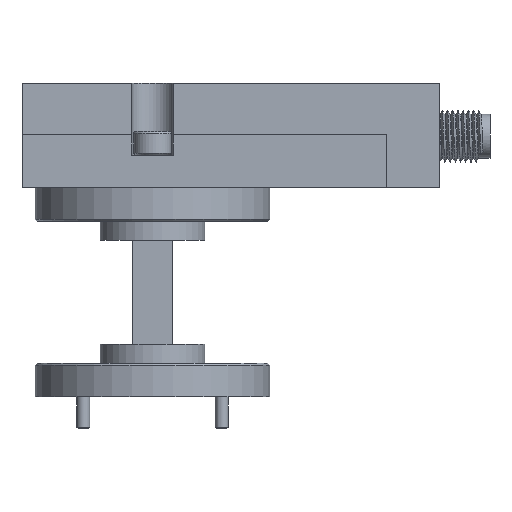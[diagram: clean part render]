
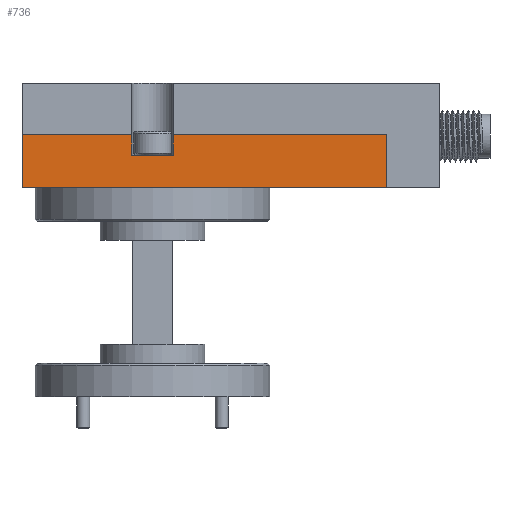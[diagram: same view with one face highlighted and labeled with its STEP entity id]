
A CAD part, left-side view. The second image highlights one B-rep face of the part: STEP entity #736.
In plain terms, the highlighted planar face has unit normal (-1, 0, 0).
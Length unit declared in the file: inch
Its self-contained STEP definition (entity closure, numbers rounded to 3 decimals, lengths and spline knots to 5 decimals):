
#50 = EDGE_CURVE ( 'NONE', #18408, #11682, #22447, .T. ) ;
#379 = CARTESIAN_POINT ( 'NONE',  ( -1.33625, 0.73087, -0.0432 ) ) ;
#519 = EDGE_CURVE ( 'NONE', #26016, #21288, #7700, .T. ) ;
#736 = ADVANCED_FACE ( 'NONE', ( #24482 ), #9800, .F. ) ;
#1242 = CARTESIAN_POINT ( 'NONE',  ( -1.33625, -0.28963, -0.19824 ) ) ;
#1632 = CARTESIAN_POINT ( 'NONE',  ( -1.33625, -0.34413, -0.1982 ) ) ;
#2560 = CARTESIAN_POINT ( 'NONE',  ( -1.33625, -0.34413, -0.1982 ) ) ;
#3387 = ORIENTED_EDGE ( 'NONE', *, *, #7850, .T. ) ;
#3562 = DIRECTION ( 'NONE',  ( 0., 1., 0. ) ) ;
#3676 = ORIENTED_EDGE ( 'NONE', *, *, #25306, .T. ) ;
#3851 = ORIENTED_EDGE ( 'NONE', *, *, #25966, .F. ) ;
#4139 = EDGE_LOOP ( 'NONE', ( #16437, #3676, #20637, #13865, #15165, #9895, #3387, #3851 ) ) ;
#4318 = DIRECTION ( 'NONE',  ( 0., 0., -1. ) ) ;
#4676 = LINE ( 'NONE', #379, #5913 ) ;
#4779 = AXIS2_PLACEMENT_3D ( 'NONE', #2560, #12529, #4318 ) ;
#5167 = VECTOR ( 'NONE', #18058, 39.37008 ) ;
#5505 = CARTESIAN_POINT ( 'NONE',  ( -1.33625, 0.93087, -0.0432 ) ) ;
#5913 = VECTOR ( 'NONE', #16716, 39.37008 ) ;
#7067 = VECTOR ( 'NONE', #3562, 39.37008 ) ;
#7369 = CARTESIAN_POINT ( 'NONE',  ( -1.33625, 0.93087, 0.0568 ) ) ;
#7700 = LINE ( 'NONE', #18563, #7067 ) ;
#7850 = EDGE_CURVE ( 'NONE', #19788, #16491, #10393, .T. ) ;
#9765 = LINE ( 'NONE', #5505, #11444 ) ;
#9800 = PLANE ( 'NONE',  #4779 ) ;
#9895 = ORIENTED_EDGE ( 'NONE', *, *, #25569, .T. ) ;
#10064 = VERTEX_POINT ( 'NONE', #20568 ) ;
#10393 = LINE ( 'NONE', #21242, #22721 ) ;
#11321 = LINE ( 'NONE', #1242, #23261 ) ;
#11444 = VECTOR ( 'NONE', #24584, 39.37008 ) ;
#11682 = VERTEX_POINT ( 'NONE', #25068 ) ;
#12421 = VECTOR ( 'NONE', #16068, 39.37008 ) ;
#12529 = DIRECTION ( 'NONE',  ( 1., 0., 0. ) ) ;
#13865 = ORIENTED_EDGE ( 'NONE', *, *, #14539, .F. ) ;
#14539 = EDGE_CURVE ( 'NONE', #26316, #21288, #4676, .T. ) ;
#14928 = CARTESIAN_POINT ( 'NONE',  ( -1.33625, 1.45587, 0.0568 ) ) ;
#15165 = ORIENTED_EDGE ( 'NONE', *, *, #23792, .F. ) ;
#16068 = DIRECTION ( 'NONE',  ( 0., 1., 0. ) ) ;
#16437 = ORIENTED_EDGE ( 'NONE', *, *, #50, .F. ) ;
#16491 = VERTEX_POINT ( 'NONE', #14928 ) ;
#16716 = DIRECTION ( 'NONE',  ( 0., 0., 1. ) ) ;
#16760 = LINE ( 'NONE', #23515, #21558 ) ;
#16938 = DIRECTION ( 'NONE',  ( 0., 1., 0. ) ) ;
#18058 = DIRECTION ( 'NONE',  ( 0., 0., 1. ) ) ;
#18408 = VERTEX_POINT ( 'NONE', #20953 ) ;
#18563 = CARTESIAN_POINT ( 'NONE',  ( -1.33625, -0.34413, 0.0568 ) ) ;
#19578 = DIRECTION ( 'NONE',  ( 0., 0., 1. ) ) ;
#19788 = VERTEX_POINT ( 'NONE', #7369 ) ;
#20090 = CARTESIAN_POINT ( 'NONE',  ( -1.33625, -0.28963, 0.0568 ) ) ;
#20568 = CARTESIAN_POINT ( 'NONE',  ( -1.33625, 0.93087, -0.0432 ) ) ;
#20637 = ORIENTED_EDGE ( 'NONE', *, *, #519, .T. ) ;
#20953 = CARTESIAN_POINT ( 'NONE',  ( -1.33625, -0.28963, -0.1982 ) ) ;
#21242 = CARTESIAN_POINT ( 'NONE',  ( -1.33625, -0.34413, 0.0568 ) ) ;
#21288 = VERTEX_POINT ( 'NONE', #24357 ) ;
#21558 = VECTOR ( 'NONE', #19578, 39.37008 ) ;
#22117 = LINE ( 'NONE', #22245, #5167 ) ;
#22245 = CARTESIAN_POINT ( 'NONE',  ( -1.33625, 1.45587, -0.1982 ) ) ;
#22447 = LINE ( 'NONE', #1632, #12421 ) ;
#22721 = VECTOR ( 'NONE', #16938, 39.37008 ) ;
#23152 = CARTESIAN_POINT ( 'NONE',  ( -1.33625, 0.73087, -0.0432 ) ) ;
#23261 = VECTOR ( 'NONE', #25699, 39.37008 ) ;
#23515 = CARTESIAN_POINT ( 'NONE',  ( -1.33625, 0.93087, -0.0432 ) ) ;
#23792 = EDGE_CURVE ( 'NONE', #10064, #26316, #9765, .T. ) ;
#24357 = CARTESIAN_POINT ( 'NONE',  ( -1.33625, 0.73087, 0.0568 ) ) ;
#24482 = FACE_OUTER_BOUND ( 'NONE', #4139, .T. ) ;
#24584 = DIRECTION ( 'NONE',  ( 0., -1., 0. ) ) ;
#25068 = CARTESIAN_POINT ( 'NONE',  ( -1.33625, 1.45587, -0.1982 ) ) ;
#25306 = EDGE_CURVE ( 'NONE', #18408, #26016, #11321, .T. ) ;
#25569 = EDGE_CURVE ( 'NONE', #10064, #19788, #16760, .T. ) ;
#25699 = DIRECTION ( 'NONE',  ( 0., 0., 1. ) ) ;
#25966 = EDGE_CURVE ( 'NONE', #11682, #16491, #22117, .T. ) ;
#26016 = VERTEX_POINT ( 'NONE', #20090 ) ;
#26316 = VERTEX_POINT ( 'NONE', #23152 ) ;
